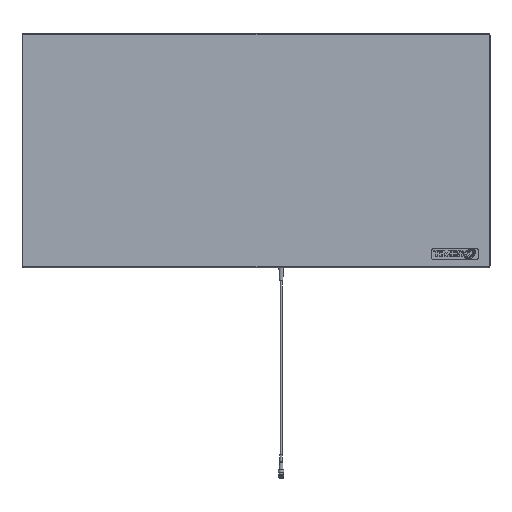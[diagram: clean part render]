
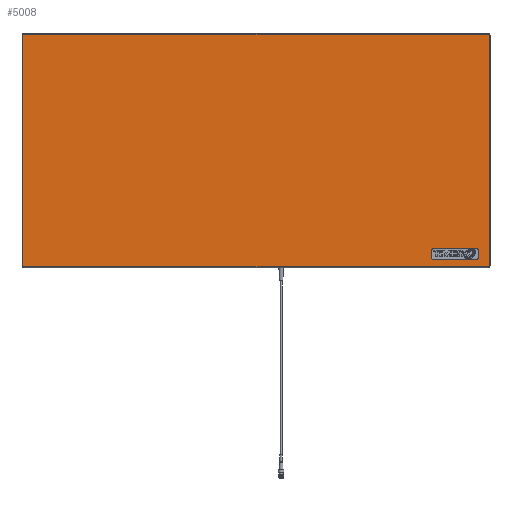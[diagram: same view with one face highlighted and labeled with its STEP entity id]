
A CAD part, top view. The second image highlights one B-rep face of the part: STEP entity #5008.
In plain terms, the highlighted planar face has unit normal (0, 0, 1).
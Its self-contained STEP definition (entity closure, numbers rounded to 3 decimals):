
#114 = VECTOR ( 'NONE', #5554, 1000. ) ;
#355 = DIRECTION ( 'NONE',  ( 0., 0., 1. ) ) ;
#448 = DIRECTION ( 'NONE',  ( 0., -1., 0. ) ) ;
#551 = VERTEX_POINT ( 'NONE', #2065 ) ;
#606 = CARTESIAN_POINT ( 'NONE',  ( 498.125, 583.389, 659.287 ) ) ;
#637 = CARTESIAN_POINT ( 'NONE',  ( 499.625, 581.889, 659.287 ) ) ;
#1001 = ORIENTED_EDGE ( 'NONE', *, *, #11515, .T. ) ;
#1115 = CARTESIAN_POINT ( 'NONE',  ( -96.875, 583.389, 659.287 ) ) ;
#1239 = VERTEX_POINT ( 'NONE', #4928 ) ;
#1340 = ORIENTED_EDGE ( 'NONE', *, *, #5794, .T. ) ;
#1873 = DIRECTION ( 'NONE',  ( 0., -1., 0. ) ) ;
#2065 = CARTESIAN_POINT ( 'NONE',  ( -96.875, 285.389, 659.287 ) ) ;
#2113 = VERTEX_POINT ( 'NONE', #606 ) ;
#2539 = VERTEX_POINT ( 'NONE', #637 ) ;
#2628 = DIRECTION ( 'NONE',  ( 0., -1., 0. ) ) ;
#2757 = CARTESIAN_POINT ( 'NONE',  ( -98.375, 581.889, 659.287 ) ) ;
#2999 = FACE_OUTER_BOUND ( 'NONE', #3853, .T. ) ;
#3171 = CARTESIAN_POINT ( 'NONE',  ( -96.875, 286.889, 659.287 ) ) ;
#3448 = EDGE_CURVE ( 'NONE', #551, #1239, #13881, .T. ) ;
#3618 = CIRCLE ( 'NONE', #7086, 1.5 ) ;
#3636 = VERTEX_POINT ( 'NONE', #9424 ) ;
#3684 = CIRCLE ( 'NONE', #11964, 1.5 ) ;
#3706 = ORIENTED_EDGE ( 'NONE', *, *, #12270, .T. ) ;
#3824 = DIRECTION ( 'NONE',  ( 0., 0., 1. ) ) ;
#3853 = EDGE_LOOP ( 'NONE', ( #12464, #12318, #1001, #3896, #12351, #1340, #12530, #3706 ) ) ;
#3890 = CARTESIAN_POINT ( 'NONE',  ( 498.125, 581.889, 659.287 ) ) ;
#3896 = ORIENTED_EDGE ( 'NONE', *, *, #3448, .T. ) ;
#4042 = DIRECTION ( 'NONE',  ( 0., 0., 1. ) ) ;
#4511 = LINE ( 'NONE', #9002, #11338 ) ;
#4928 = CARTESIAN_POINT ( 'NONE',  ( 498.125, 285.389, 659.287 ) ) ;
#5008 = ADVANCED_FACE ( 'NONE', ( #2999 ), #8390, .T. ) ;
#5145 = EDGE_CURVE ( 'NONE', #1239, #3636, #3684, .T. ) ;
#5249 = CARTESIAN_POINT ( 'NONE',  ( -96.875, 286.889, 659.287 ) ) ;
#5554 = DIRECTION ( 'NONE',  ( -1., 0., 0. ) ) ;
#5576 = VECTOR ( 'NONE', #1873, 1000. ) ;
#5794 = EDGE_CURVE ( 'NONE', #3636, #2539, #4511, .T. ) ;
#5833 = AXIS2_PLACEMENT_3D ( 'NONE', #9568, #4042, #11754 ) ;
#5912 = VERTEX_POINT ( 'NONE', #13719 ) ;
#5919 = AXIS2_PLACEMENT_3D ( 'NONE', #3890, #3824, #9402 ) ;
#6033 = CARTESIAN_POINT ( 'NONE',  ( 498.125, 285.389, 659.287 ) ) ;
#6344 = DIRECTION ( 'NONE',  ( 0., -1., 0. ) ) ;
#7066 = EDGE_CURVE ( 'NONE', #5912, #7750, #10001, .T. ) ;
#7086 = AXIS2_PLACEMENT_3D ( 'NONE', #3171, #14207, #448 ) ;
#7340 = CIRCLE ( 'NONE', #5919, 1.5 ) ;
#7494 = CARTESIAN_POINT ( 'NONE',  ( -98.375, 286.889, 659.287 ) ) ;
#7750 = VERTEX_POINT ( 'NONE', #2757 ) ;
#8004 = LINE ( 'NONE', #8489, #5576 ) ;
#8390 = PLANE ( 'NONE',  #10606 ) ;
#8489 = CARTESIAN_POINT ( 'NONE',  ( -98.375, 286.889, 659.287 ) ) ;
#8902 = LINE ( 'NONE', #1115, #114 ) ;
#9002 = CARTESIAN_POINT ( 'NONE',  ( 499.625, 581.889, 659.287 ) ) ;
#9402 = DIRECTION ( 'NONE',  ( 0., -1., 0. ) ) ;
#9424 = CARTESIAN_POINT ( 'NONE',  ( 499.625, 286.889, 659.287 ) ) ;
#9554 = EDGE_CURVE ( 'NONE', #2539, #2113, #7340, .T. ) ;
#9568 = CARTESIAN_POINT ( 'NONE',  ( -96.875, 581.889, 659.287 ) ) ;
#9662 = VECTOR ( 'NONE', #13587, 1000. ) ;
#10001 = CIRCLE ( 'NONE', #5833, 1.5 ) ;
#10245 = EDGE_CURVE ( 'NONE', #7750, #13945, #8004, .T. ) ;
#10606 = AXIS2_PLACEMENT_3D ( 'NONE', #5249, #11799, #6344 ) ;
#11338 = VECTOR ( 'NONE', #13220, 1000. ) ;
#11374 = CARTESIAN_POINT ( 'NONE',  ( 498.125, 286.889, 659.287 ) ) ;
#11515 = EDGE_CURVE ( 'NONE', #13945, #551, #3618, .T. ) ;
#11754 = DIRECTION ( 'NONE',  ( 0., -1., 0. ) ) ;
#11799 = DIRECTION ( 'NONE',  ( 0., 0., 1. ) ) ;
#11964 = AXIS2_PLACEMENT_3D ( 'NONE', #11374, #355, #2628 ) ;
#12270 = EDGE_CURVE ( 'NONE', #2113, #5912, #8902, .T. ) ;
#12318 = ORIENTED_EDGE ( 'NONE', *, *, #10245, .T. ) ;
#12351 = ORIENTED_EDGE ( 'NONE', *, *, #5145, .T. ) ;
#12464 = ORIENTED_EDGE ( 'NONE', *, *, #7066, .T. ) ;
#12530 = ORIENTED_EDGE ( 'NONE', *, *, #9554, .T. ) ;
#13220 = DIRECTION ( 'NONE',  ( 0., 1., 0. ) ) ;
#13587 = DIRECTION ( 'NONE',  ( 1., 0., 0. ) ) ;
#13719 = CARTESIAN_POINT ( 'NONE',  ( -96.875, 583.389, 659.287 ) ) ;
#13881 = LINE ( 'NONE', #6033, #9662 ) ;
#13945 = VERTEX_POINT ( 'NONE', #7494 ) ;
#14207 = DIRECTION ( 'NONE',  ( 0., 0., 1. ) ) ;
